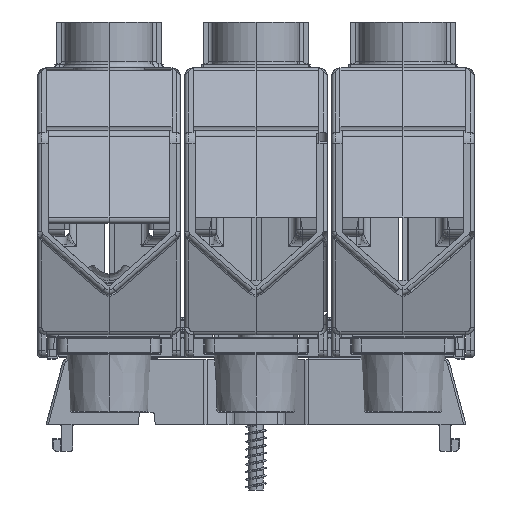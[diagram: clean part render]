
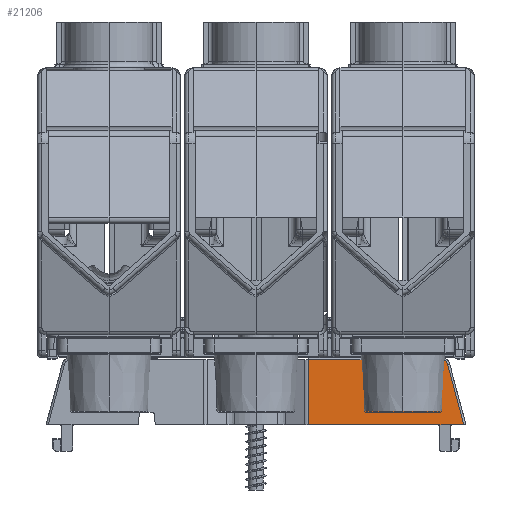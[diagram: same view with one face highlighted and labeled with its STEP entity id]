
A CAD part, front view. The second image highlights one B-rep face of the part: STEP entity #21206.
In plain terms, the highlighted planar face has unit normal (0, -1, 0.018).
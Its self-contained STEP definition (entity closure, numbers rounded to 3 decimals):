
#1089 = VERTEX_POINT ( 'NONE', #16798 ) ;
#1268 = VECTOR ( 'NONE', #38233, 1000. ) ;
#1912 = VERTEX_POINT ( 'NONE', #87981 ) ;
#4234 = PLANE ( 'NONE',  #114670 ) ;
#5247 = EDGE_CURVE ( 'NONE', #6439, #1089, #17161, .T. ) ;
#6123 = CARTESIAN_POINT ( 'NONE',  ( 49.47, -29.999, -15.945 ) ) ;
#6439 = VERTEX_POINT ( 'NONE', #82592 ) ;
#7680 = CARTESIAN_POINT ( 'NONE',  ( 12.472, -30., -16. ) ) ;
#8188 = CARTESIAN_POINT ( 'NONE',  ( 45.266, -29.737, -0.955 ) ) ;
#10056 = CARTESIAN_POINT ( 'NONE',  ( 45.627, -29.749, -1.603 ) ) ;
#10485 = CARTESIAN_POINT ( 'NONE',  ( 43.305, -30., -16. ) ) ;
#11217 = CARTESIAN_POINT ( 'NONE',  ( 12.472, -30., -16. ) ) ;
#13317 = CARTESIAN_POINT ( 'NONE',  ( 50., -30., -16. ) ) ;
#16798 = CARTESIAN_POINT ( 'NONE',  ( 46.595, -30., -15.995 ) ) ;
#17161 =( BOUNDED_CURVE ( )  B_SPLINE_CURVE ( 3, ( #110946, #56249, #93272, #39249 ),
 .UNSPECIFIED., .F., .F. ) 
 B_SPLINE_CURVE_WITH_KNOTS ( ( 4, 4 ),
 ( 6.097, 6.266 ),
 .UNSPECIFIED. ) 
 CURVE ( )  GEOMETRIC_REPRESENTATION_ITEM ( )  RATIONAL_B_SPLINE_CURVE ( ( 1., 0.998, 0.998, 1. ) ) 
 REPRESENTATION_ITEM ( '' )  );
#17248 = CARTESIAN_POINT ( 'NONE',  ( 45.449, -29.741, -1.19 ) ) ;
#21145 = EDGE_CURVE ( 'NONE', #79006, #54799, #49285, .T. ) ;
#21206 = ADVANCED_FACE ( 'NONE', ( #67619 ), #4234, .F. ) ;
#21341 = ORIENTED_EDGE ( 'NONE', *, *, #21145, .F. ) ;
#22394 = DIRECTION ( 'NONE',  ( 0., 0.017, 1. ) ) ;
#24719 = EDGE_CURVE ( 'NONE', #44289, #71608, #90503, .T. ) ;
#25945 = CARTESIAN_POINT ( 'NONE',  ( 44.231, -29.729, -0.491 ) ) ;
#26359 = CARTESIAN_POINT ( 'NONE',  ( 45.583, -29.746, -1.458 ) ) ;
#27400 = ORIENTED_EDGE ( 'NONE', *, *, #5247, .T. ) ;
#31332 = VECTOR ( 'NONE', #109128, 1000. ) ;
#35038 = CARTESIAN_POINT ( 'NONE',  ( 44.337, -29.729, -0.497 ) ) ;
#35431 = CARTESIAN_POINT ( 'NONE',  ( 45.627, -29.749, -1.603 ) ) ;
#38233 = DIRECTION ( 'NONE',  ( -1., 0., 0. ) ) ;
#39249 = CARTESIAN_POINT ( 'NONE',  ( 46.595, -30., -15.995 ) ) ;
#44037 = DIRECTION ( 'NONE',  ( 0.004, 0.017, 1. ) ) ;
#44135 = CARTESIAN_POINT ( 'NONE',  ( 44.64, -29.731, -0.561 ) ) ;
#44289 = VERTEX_POINT ( 'NONE', #104367 ) ;
#47780 = EDGE_CURVE ( 'NONE', #6439, #79006, #56784, .T. ) ;
#49285 = LINE ( 'NONE', #64687, #1268 ) ;
#49528 = EDGE_CURVE ( 'NONE', #54799, #104964, #50772, .T. ) ;
#50772 = LINE ( 'NONE', #7680, #71981 ) ;
#53194 = CARTESIAN_POINT ( 'NONE',  ( 44.914, -29.733, -0.681 ) ) ;
#53951 = VECTOR ( 'NONE', #87442, 1000. ) ;
#54799 = VERTEX_POINT ( 'NONE', #11217 ) ;
#56249 = CARTESIAN_POINT ( 'NONE',  ( 46.561, -30., -15.997 ) ) ;
#56784 = LINE ( 'NONE', #112334, #104638 ) ;
#58917 = DIRECTION ( 'NONE',  ( 1., 0., 0. ) ) ;
#62237 = CARTESIAN_POINT ( 'NONE',  ( 45.158, -29.736, -0.852 ) ) ;
#62591 = EDGE_LOOP ( 'NONE', ( #112946, #86859, #111837, #96745, #65488, #21341, #78311, #27400 ) ) ;
#62964 = EDGE_CURVE ( 'NONE', #104964, #44289, #70260, .T. ) ;
#64687 = CARTESIAN_POINT ( 'NONE',  ( 50., -30., -16. ) ) ;
#65488 = ORIENTED_EDGE ( 'NONE', *, *, #49528, .F. ) ;
#67497 = DIRECTION ( 'NONE',  ( -1., 0., 0. ) ) ;
#67619 = FACE_OUTER_BOUND ( 'NONE', #62591, .T. ) ;
#70260 = LINE ( 'NONE', #103769, #91413 ) ;
#71346 = CARTESIAN_POINT ( 'NONE',  ( 45.363, -29.739, -1.068 ) ) ;
#71608 = VERTEX_POINT ( 'NONE', #10056 ) ;
#71981 = VECTOR ( 'NONE', #44037, 1000. ) ;
#72263 = EDGE_CURVE ( 'NONE', #1912, #1089, #77920, .T. ) ;
#76474 = DIRECTION ( 'NONE',  ( 0., 1., -0.017 ) ) ;
#77920 = LINE ( 'NONE', #6123, #53951 ) ;
#78311 = ORIENTED_EDGE ( 'NONE', *, *, #47780, .F. ) ;
#79006 = VERTEX_POINT ( 'NONE', #10485 ) ;
#79332 = LINE ( 'NONE', #98490, #31332 ) ;
#80403 = CARTESIAN_POINT ( 'NONE',  ( 45.522, -29.744, -1.32 ) ) ;
#82592 = CARTESIAN_POINT ( 'NONE',  ( 46.544, -30., -16. ) ) ;
#86859 = ORIENTED_EDGE ( 'NONE', *, *, #113574, .F. ) ;
#87442 = DIRECTION ( 'NONE',  ( -1., 0., -0.017 ) ) ;
#87981 = CARTESIAN_POINT ( 'NONE',  ( 49.47, -29.999, -15.945 ) ) ;
#88754 = CARTESIAN_POINT ( 'NONE',  ( 12.536, -29.729, -0.491 ) ) ;
#89069 = CARTESIAN_POINT ( 'NONE',  ( 44.178, -29.729, -0.491 ) ) ;
#89445 = CARTESIAN_POINT ( 'NONE',  ( 45.614, -29.748, -1.554 ) ) ;
#90503 =( BOUNDED_CURVE ( )  B_SPLINE_CURVE ( 3, ( #89069, #25945, #35038, #98087, #44135, #107147, #53194, #116163, #62237, #8188, #71346, #17248, #80403, #26359, #89445, #35431 ),
 .UNSPECIFIED., .F., .F. ) 
 B_SPLINE_CURVE_WITH_KNOTS ( ( 4, 1, 1, 1, 1, 1, 1, 1, 1, 1, 1, 1, 1, 4 ),
 ( 0., 0.081, 0.161, 0.239, 0.315, 0.391, 0.467, 0.543, 0.618, 0.694, 0.77, 0.846, 0.922, 1. ),
 .UNSPECIFIED. ) 
 CURVE ( )  GEOMETRIC_REPRESENTATION_ITEM ( )  RATIONAL_B_SPLINE_CURVE ( ( 1.17, 1.17, 1.17, 1.17, 1.17, 1.17, 1.17, 1.17, 1.17, 1.17, 1.17, 1.17, 1.17, 1.17, 1.17, 1.17 ) ) 
 REPRESENTATION_ITEM ( '' )  );
#91413 = VECTOR ( 'NONE', #58917, 1000. ) ;
#93272 = CARTESIAN_POINT ( 'NONE',  ( 46.578, -30., -15.995 ) ) ;
#96745 = ORIENTED_EDGE ( 'NONE', *, *, #62964, .F. ) ;
#98087 = CARTESIAN_POINT ( 'NONE',  ( 44.492, -29.73, -0.522 ) ) ;
#98490 = CARTESIAN_POINT ( 'NONE',  ( 45.627, -29.749, -1.603 ) ) ;
#103769 = CARTESIAN_POINT ( 'NONE',  ( 44.196, -29.729, -0.491 ) ) ;
#104367 = CARTESIAN_POINT ( 'NONE',  ( 44.178, -29.729, -0.491 ) ) ;
#104638 = VECTOR ( 'NONE', #67497, 1000. ) ;
#104964 = VERTEX_POINT ( 'NONE', #88754 ) ;
#107147 = CARTESIAN_POINT ( 'NONE',  ( 44.78, -29.731, -0.615 ) ) ;
#109128 = DIRECTION ( 'NONE',  ( 0.259, -0.017, -0.966 ) ) ;
#110946 = CARTESIAN_POINT ( 'NONE',  ( 46.544, -30., -16. ) ) ;
#111837 = ORIENTED_EDGE ( 'NONE', *, *, #24719, .F. ) ;
#112334 = CARTESIAN_POINT ( 'NONE',  ( 50., -30., -16. ) ) ;
#112946 = ORIENTED_EDGE ( 'NONE', *, *, #72263, .F. ) ;
#113574 = EDGE_CURVE ( 'NONE', #71608, #1912, #79332, .T. ) ;
#114670 = AXIS2_PLACEMENT_3D ( 'NONE', #13317, #76474, #22394 ) ;
#116163 = CARTESIAN_POINT ( 'NONE',  ( 45.04, -29.734, -0.761 ) ) ;
